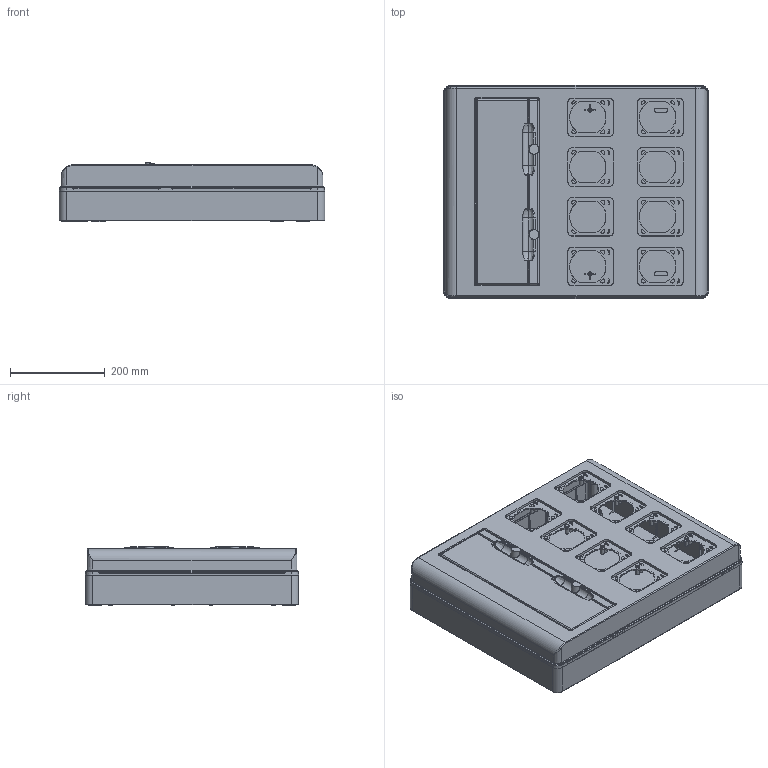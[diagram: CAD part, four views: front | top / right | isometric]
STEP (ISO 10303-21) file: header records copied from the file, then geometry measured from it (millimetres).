
FILE_DESCRIPTION((''),'2;1');
FILE_NAME('GW68013N_ASM','2020-09-17T10:00:08',('User'),('Axiro Italia'),'CREO PARAMETRIC BY PTC INC, 2020074','CREO PARAMETRIC BY PTC INC, 2020074','');
FILE_SCHEMA(('CONFIG_CONTROL_DESIGN'));
Products named in the file (3): 55523526CXXX___FONDO_QDIN_20M; 55523559GXXX_FRONTALE_QDIN_20M_; GW68013N_ASM
Assembly tree (2 placements, depth 2):
  GW68013N_ASM
    55523526CXXX___FONDO_QDIN_20M
    55523559GXXX_FRONTALE_QDIN_20M_
Bounding box: 560.01 x 450.01 x 126.01 mm (x, y, z)
Volume: 4230044.3 mm3; surface area: 1580151.7 mm2
Topology: 2 solids, 2 shells, 1770 faces, 4653 edges, 3037 vertices
Faces by surface type: plane 923, cone 450, cylinder 299, bspline 60, torus 30, sphere 4, extrusion 4
Entity records: 63524 total; most frequent: CARTESIAN_POINT 20115, ORIENTED_EDGE 9286, DIRECTION 8620, EDGE_CURVE 4643, VERTEX_POINT 3037, AXIS2_PLACEMENT_3D 2948, VECTOR 2724, LINE 2720
